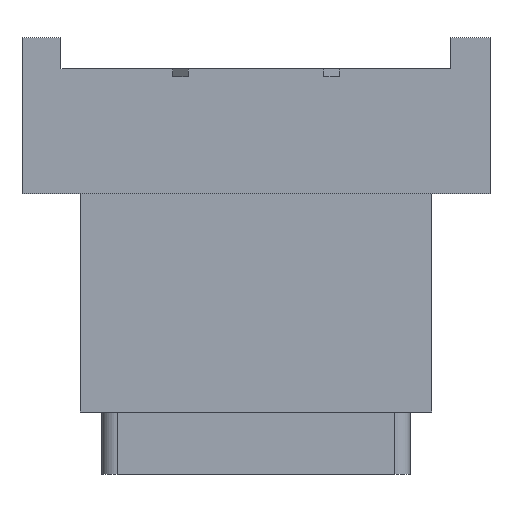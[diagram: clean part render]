
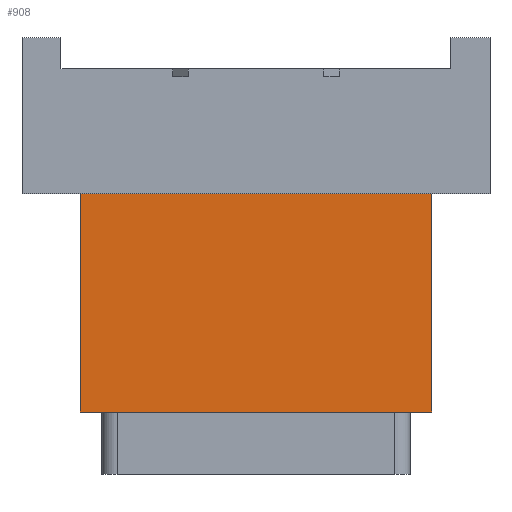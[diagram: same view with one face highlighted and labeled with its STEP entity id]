
A CAD part, front view. The second image highlights one B-rep face of the part: STEP entity #908.
In plain terms, the highlighted planar face has unit normal (0, -1, 0).
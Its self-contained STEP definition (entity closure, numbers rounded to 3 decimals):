
#117=FACE_OUTER_BOUND('',#171,.T.);
#171=EDGE_LOOP('',(#783,#784,#785,#786));
#259=LINE('',#1543,#351);
#267=LINE('',#1558,#359);
#268=LINE('',#1560,#360);
#269=LINE('',#1561,#361);
#351=VECTOR('',#1194,14.);
#359=VECTOR('',#1206,14.);
#360=VECTOR('',#1209,22.5);
#361=VECTOR('',#1210,22.5);
#444=VERTEX_POINT('',#1539);
#446=VERTEX_POINT('',#1542);
#450=VERTEX_POINT('',#1554);
#451=VERTEX_POINT('',#1556);
#565=EDGE_CURVE('',#444,#446,#259,.T.);
#573=EDGE_CURVE('',#450,#451,#267,.T.);
#574=EDGE_CURVE('',#450,#444,#268,.T.);
#575=EDGE_CURVE('',#446,#451,#269,.T.);
#783=ORIENTED_EDGE('',*,*,#574,.F.);
#784=ORIENTED_EDGE('',*,*,#573,.T.);
#785=ORIENTED_EDGE('',*,*,#575,.F.);
#786=ORIENTED_EDGE('',*,*,#565,.F.);
#862=PLANE('',#982);
#908=ADVANCED_FACE('',(#117),#862,.T.);
#982=AXIS2_PLACEMENT_3D('',#1559,#1207,#1208);
#1194=DIRECTION('',(0.,0.,-1.));
#1206=DIRECTION('',(0.,0.,-1.));
#1207=DIRECTION('center_axis',(0.,-1.,0.));
#1208=DIRECTION('ref_axis',(-1.,0.,0.));
#1209=DIRECTION('',(1.,0.,0.));
#1210=DIRECTION('',(-1.,0.,0.));
#1539=CARTESIAN_POINT('',(11.25,-6.25,0.));
#1542=CARTESIAN_POINT('',(11.25,-6.25,-14.));
#1543=CARTESIAN_POINT('',(11.25,-6.25,0.));
#1554=CARTESIAN_POINT('',(-11.25,-6.25,0.));
#1556=CARTESIAN_POINT('',(-11.25,-6.25,-14.));
#1558=CARTESIAN_POINT('',(-11.25,-6.25,0.));
#1559=CARTESIAN_POINT('Origin',(11.25,-6.25,0.));
#1560=CARTESIAN_POINT('',(5.625,-6.25,0.));
#1561=CARTESIAN_POINT('',(-11.25,-6.25,-14.));
